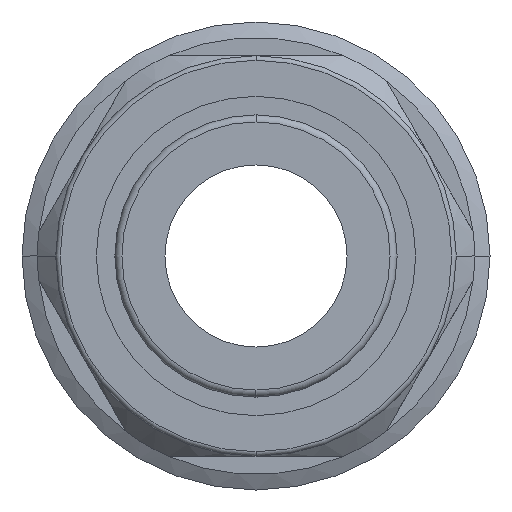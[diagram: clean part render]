
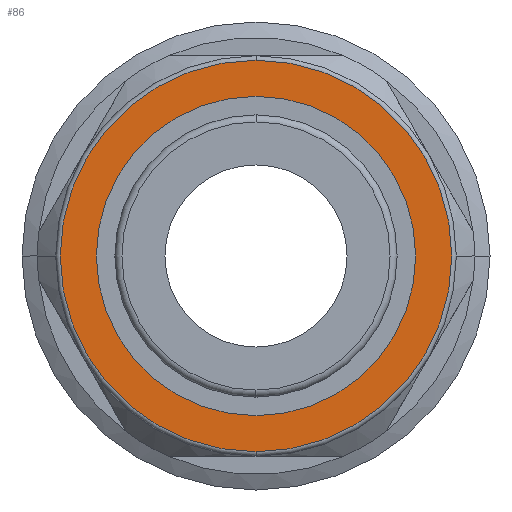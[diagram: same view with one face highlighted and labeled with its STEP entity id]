
A CAD part, left-side view. The second image highlights one B-rep face of the part: STEP entity #86.
In plain terms, the highlighted planar face has unit normal (-1, 0, 0).
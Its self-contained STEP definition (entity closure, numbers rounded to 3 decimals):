
#86=ADVANCED_FACE('',(#222,#223),#224,.T.);
#222=FACE_OUTER_BOUND('',#460,.T.);
#223=FACE_BOUND('',#461,.T.);
#224=PLANE('',#462);
#460=EDGE_LOOP('',(#819,#820,#821));
#461=EDGE_LOOP('',(#822,#823));
#462=AXIS2_PLACEMENT_3D('',#824,#825,#826);
#819=ORIENTED_EDGE('',*,*,#1574,.T.);
#820=ORIENTED_EDGE('',*,*,#1592,.T.);
#821=ORIENTED_EDGE('',*,*,#1575,.T.);
#822=ORIENTED_EDGE('',*,*,#1593,.F.);
#823=ORIENTED_EDGE('',*,*,#1503,.F.);
#824=CARTESIAN_POINT('',(-35.5,9.3,0.));
#825=DIRECTION('',(-1.0,0.0,0.));
#826=DIRECTION('',(0.0,1.0,0.0));
#1503=EDGE_CURVE('',#1754,#1757,#1758,.T.);
#1574=EDGE_CURVE('',#1891,#1889,#1892,.T.);
#1575=EDGE_CURVE('',#1883,#1891,#1893,.T.);
#1592=EDGE_CURVE('',#1889,#1883,#1920,.T.);
#1593=EDGE_CURVE('',#1757,#1754,#1921,.T.);
#1754=VERTEX_POINT('',#2154);
#1757=VERTEX_POINT('',#2158);
#1758=CIRCLE('',#2159,8.77);
#1883=VERTEX_POINT('',#2335);
#1889=VERTEX_POINT('',#2341);
#1891=VERTEX_POINT('',#2343);
#1892=CIRCLE('',#2344,10.75);
#1893=CIRCLE('',#2345,10.75);
#1920=CIRCLE('',#2376,10.75);
#1921=CIRCLE('',#2377,8.77);
#2154=CARTESIAN_POINT('',(-35.5,8.77,0.));
#2158=CARTESIAN_POINT('',(-35.5,-8.77,0.));
#2159=AXIS2_PLACEMENT_3D('',#2903,#2904,#2905);
#2335=CARTESIAN_POINT('',(-35.5,0.,10.75));
#2341=CARTESIAN_POINT('',(-35.5,0.,-10.75));
#2343=CARTESIAN_POINT('',(-35.5,10.75,0.));
#2344=AXIS2_PLACEMENT_3D('',#3052,#3053,#3054);
#2345=AXIS2_PLACEMENT_3D('',#3055,#3056,#3057);
#2376=AXIS2_PLACEMENT_3D('',#3098,#3099,#3100);
#2377=AXIS2_PLACEMENT_3D('',#3101,#3102,#3103);
#2903=CARTESIAN_POINT('',(-35.5,0.0,0.));
#2904=DIRECTION('',(-1.0,0.0,0.));
#2905=DIRECTION('',(0.0,1.0,0.0));
#3052=CARTESIAN_POINT('',(-35.5,0.0,0.));
#3053=DIRECTION('',(-1.0,0.0,0.));
#3054=DIRECTION('',(0.0,1.0,0.0));
#3055=CARTESIAN_POINT('',(-35.5,0.0,0.));
#3056=DIRECTION('',(-1.0,0.0,0.));
#3057=DIRECTION('',(0.0,1.0,0.0));
#3098=CARTESIAN_POINT('',(-35.5,0.0,0.));
#3099=DIRECTION('',(-1.0,0.0,0.));
#3100=DIRECTION('',(0.0,1.0,0.0));
#3101=CARTESIAN_POINT('',(-35.5,0.0,0.));
#3102=DIRECTION('',(-1.0,0.0,0.));
#3103=DIRECTION('',(0.0,1.0,0.0));
